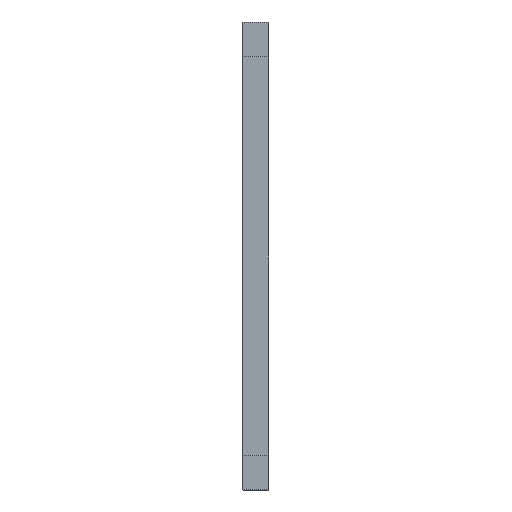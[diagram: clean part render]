
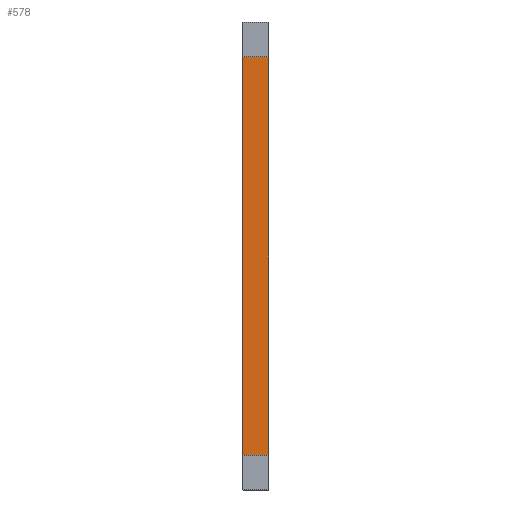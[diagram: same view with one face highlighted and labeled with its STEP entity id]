
A CAD part, left-side view. The second image highlights one B-rep face of the part: STEP entity #578.
In plain terms, the highlighted planar face has unit normal (-1, 0, 0).
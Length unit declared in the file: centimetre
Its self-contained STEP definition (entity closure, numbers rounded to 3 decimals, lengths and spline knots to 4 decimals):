
#59 = VECTOR ( 'NONE', #719, 100. ) ;
#97 = EDGE_LOOP ( 'NONE', ( #1300, #413, #1597, #930 ) ) ;
#114 = CARTESIAN_POINT ( 'NONE',  ( 0., 0., -2. ) ) ;
#222 = PLANE ( 'NONE',  #1080 ) ;
#228 = CARTESIAN_POINT ( 'NONE',  ( 0., 1.5, 0. ) ) ;
#344 = LINE ( 'NONE', #228, #1389 ) ;
#413 = ORIENTED_EDGE ( 'NONE', *, *, #1205, .T. ) ;
#420 = CARTESIAN_POINT ( 'NONE',  ( 0., 1.5, -2. ) ) ;
#439 = LINE ( 'NONE', #966, #59 ) ;
#481 = FACE_OUTER_BOUND ( 'NONE', #97, .T. ) ;
#501 = EDGE_CURVE ( 'NONE', #1600, #1289, #344, .T. ) ;
#578 = ADVANCED_FACE ( 'NONE', ( #481 ), #222, .F. ) ;
#595 = LINE ( 'NONE', #1234, #840 ) ;
#608 = DIRECTION ( 'NONE',  ( 0., 1., 0. ) ) ;
#609 = DIRECTION ( 'NONE',  ( 0., 0., 1. ) ) ;
#611 = LINE ( 'NONE', #114, #1314 ) ;
#719 = DIRECTION ( 'NONE',  ( 0., 0., 1. ) ) ;
#724 = DIRECTION ( 'NONE',  ( 1., 0., 0. ) ) ;
#736 = CARTESIAN_POINT ( 'NONE',  ( 0., 1.5, 0. ) ) ;
#739 = EDGE_CURVE ( 'NONE', #1566, #788, #439, .T. ) ;
#788 = VERTEX_POINT ( 'NONE', #1127 ) ;
#840 = VECTOR ( 'NONE', #849, 100. ) ;
#849 = DIRECTION ( 'NONE',  ( 0., 1., 0. ) ) ;
#899 = CARTESIAN_POINT ( 'NONE',  ( 0., 1.5, -25. ) ) ;
#930 = ORIENTED_EDGE ( 'NONE', *, *, #1213, .F. ) ;
#966 = CARTESIAN_POINT ( 'NONE',  ( 0., 0., 0. ) ) ;
#1080 = AXIS2_PLACEMENT_3D ( 'NONE', #736, #724, #1239 ) ;
#1127 = CARTESIAN_POINT ( 'NONE',  ( 0., 0., -2. ) ) ;
#1205 = EDGE_CURVE ( 'NONE', #788, #1289, #611, .T. ) ;
#1213 = EDGE_CURVE ( 'NONE', #1566, #1600, #595, .T. ) ;
#1234 = CARTESIAN_POINT ( 'NONE',  ( 0., 0., -25. ) ) ;
#1239 = DIRECTION ( 'NONE',  ( 0., 0., -1. ) ) ;
#1289 = VERTEX_POINT ( 'NONE', #420 ) ;
#1300 = ORIENTED_EDGE ( 'NONE', *, *, #739, .T. ) ;
#1314 = VECTOR ( 'NONE', #608, 100. ) ;
#1389 = VECTOR ( 'NONE', #609, 100. ) ;
#1549 = CARTESIAN_POINT ( 'NONE',  ( 0., 0., -25. ) ) ;
#1566 = VERTEX_POINT ( 'NONE', #1549 ) ;
#1597 = ORIENTED_EDGE ( 'NONE', *, *, #501, .F. ) ;
#1600 = VERTEX_POINT ( 'NONE', #899 ) ;
